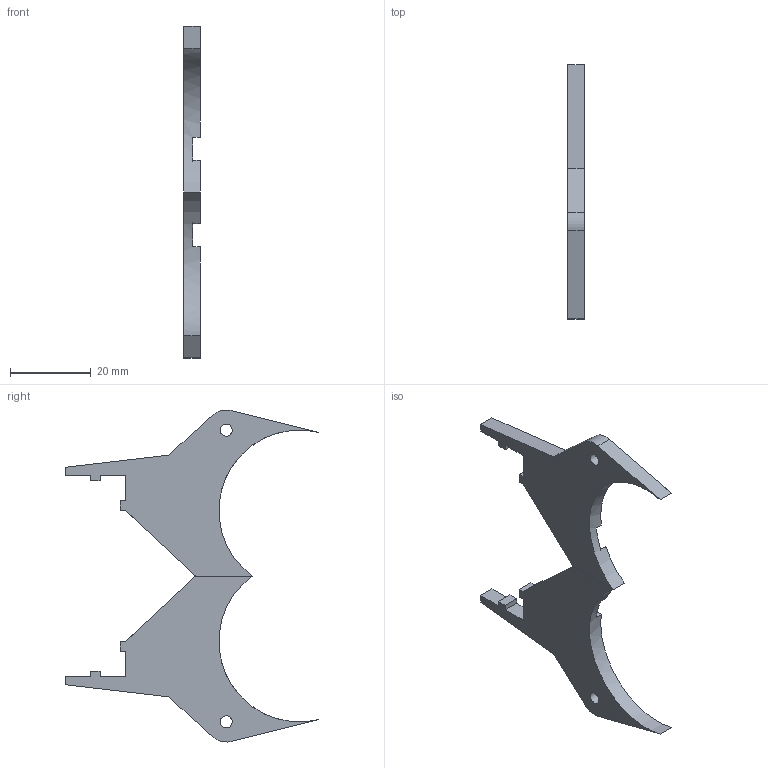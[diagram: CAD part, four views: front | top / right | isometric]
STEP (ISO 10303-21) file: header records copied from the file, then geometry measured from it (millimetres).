
FILE_DESCRIPTION(('FreeCAD Model'),'2;1');
FILE_NAME('Open CASCADE Shape Model','2022-11-07T13:36:15',(''),(''), 'Open CASCADE STEP processor 7.5','FreeCAD','Unknown');
FILE_SCHEMA(('AUTOMOTIVE_DESIGN { 1 0 10303 214 1 1 1 1 }'));
Length unit declared in the file: millimetre
Products named in the file (1): holder
Bounding box: 4 x 63.02 x 82.43 mm (x, y, z)
Volume: 6089.3 mm3; surface area: 4901.3 mm2
Topology: 1 solids, 1 shells, 44 faces, 123 edges, 81 vertices
Faces by surface type: plane 38, cylinder 6
Full cylindrical faces by diameter (mm): 3 x2
Entity records: 3055 total; most frequent: CARTESIAN_POINT 549, DIRECTION 466, LINE 337, VECTOR 337, ORIENTED_EDGE 246, PCURVE 246, DEFINITIONAL_REPRESENTATION 246, EDGE_CURVE 123
